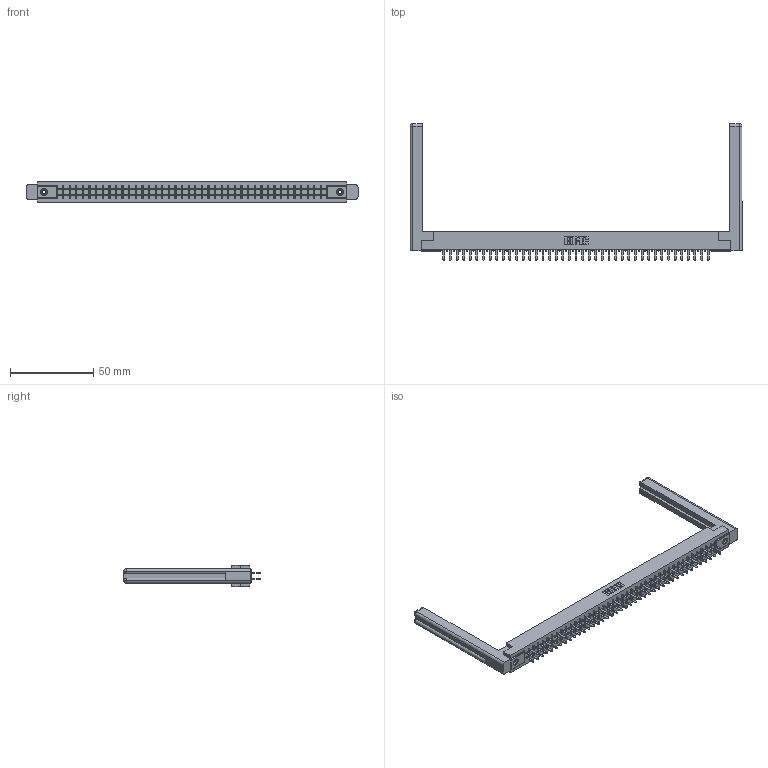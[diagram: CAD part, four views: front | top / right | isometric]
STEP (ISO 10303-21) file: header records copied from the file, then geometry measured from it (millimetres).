
FILE_DESCRIPTION (( 'STEP AP203' ), '1' );
FILE_NAME ('315-082-520-258.STEP', '2019-09-10T23:29:57', ( '' ), ( '' ), 'SwSTEP 2.0', 'SolidWorks 2016', '' );
FILE_SCHEMA (( 'CONFIG_CONTROL_DESIGN' ));
Length unit declared in the file: inch
Products named in the file (5): 305-290-001_520; 305 Part_.156 Dia; 345-250-001_345-250-001-102; 315-082-520-258; 307-220-058
Assembly tree (87 placements, depth 2):
  315-082-520-258
    305 Part_.156 Dia
    305-290-001_520  x82
    345-250-001_345-250-001-102  x2
    307-220-058  x2
Bounding box: 199.09 x 81.74 x 12.7 mm (x, y, z)
Volume: 27914.7 mm3; surface area: 31303.2 mm2
Topology: 87 solids, 87 shells, 4030 faces, 11453 edges, 7402 vertices
Faces by surface type: plane 2366, cylinder 1476, sphere 164, cone 12, torus 12
Entity records: 47027 total; most frequent: CARTESIAN_POINT 7796, ORIENTED_EDGE 7680, DIRECTION 7504, EDGE_CURVE 3840, VECTOR 3096, LINE 3096, VERTEX_POINT 2442, AXIS2_PLACEMENT_3D 2204
